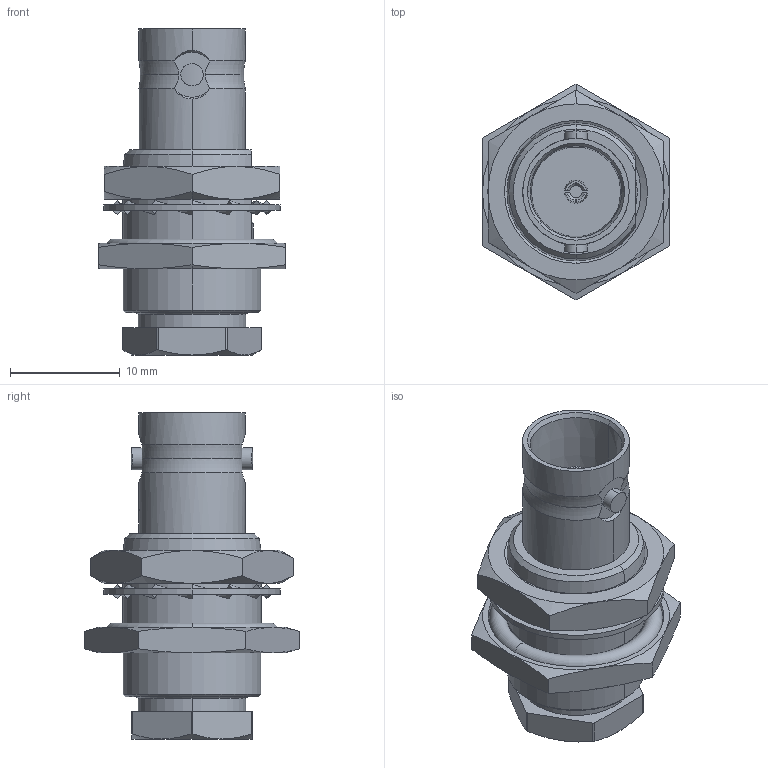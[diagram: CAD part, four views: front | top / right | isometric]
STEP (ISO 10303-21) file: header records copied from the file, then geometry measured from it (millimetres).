
FILE_DESCRIPTION (( 'STEP AP214' ), '1' );
FILE_NAME ('J01003A1224.STEP', '2016-01-26T12:22:44', ( '' ), ( '' ), 'SwSTEP 2.0', 'SolidWorks 2015', '' );
FILE_SCHEMA (( 'AUTOMOTIVE_DESIGN' ));
Length unit declared in the file: millimetre
Products named in the file (1): J01003A1224
Bounding box: 17 x 19.63 x 29.65 mm (x, y, z)
Volume: 3055.7 mm3; surface area: 2708.6 mm2
Topology: 3 solids, 3 shells, 260 faces, 651 edges, 410 vertices
Faces by surface type: plane 96, cone 66, cylinder 50, bspline 36, torus 12
Entity records: 11359 total; most frequent: CARTESIAN_POINT 2665, ORIENTED_EDGE 1302, DIRECTION 1086, EDGE_CURVE 651, VERTEX_POINT 410, AXIS2_PLACEMENT_3D 401, LINE 284, VECTOR 284
